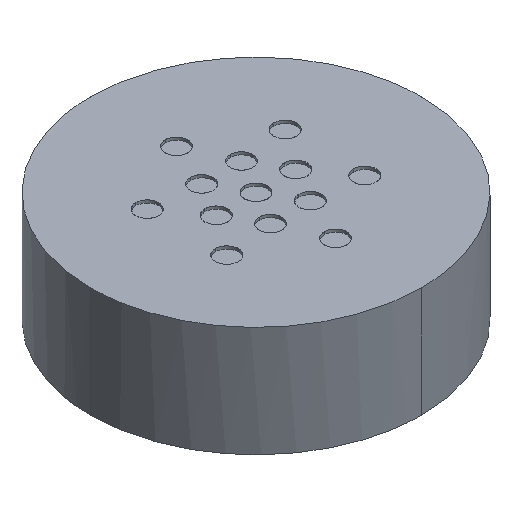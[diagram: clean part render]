
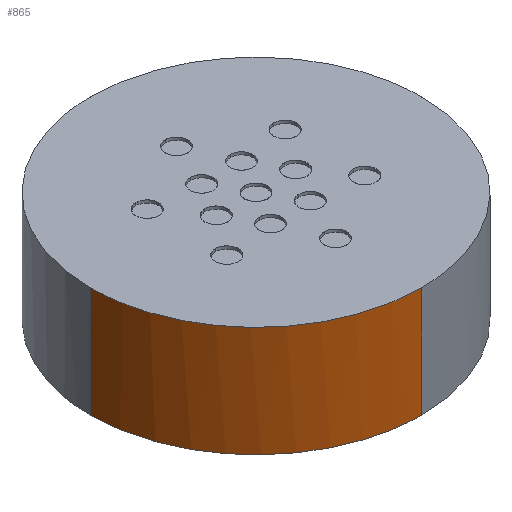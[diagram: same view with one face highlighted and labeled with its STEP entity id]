
A CAD part, isometric view. The second image highlights one B-rep face of the part: STEP entity #865.
In plain terms, the highlighted free-form (B-spline) face has degree [2, 1] with [3, 2] control points.
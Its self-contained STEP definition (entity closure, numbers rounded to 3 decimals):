
#210=CARTESIAN_POINT('',(0.,-3.,2.));
#212=VERTEX_POINT('',#210);
#217=CARTESIAN_POINT('',(-3.,-3.,2.));
#218=CARTESIAN_POINT('',(-3.,0.,2.));
#215=(
BOUNDED_CURVE()
B_SPLINE_CURVE(2,(#210,#217,#218),.UNSPECIFIED.,.F.,.F.)
B_SPLINE_CURVE_WITH_KNOTS((3,3),(0.000,1.000),.UNSPECIFIED.)
CURVE()
GEOMETRIC_REPRESENTATION_ITEM()
RATIONAL_B_SPLINE_CURVE((1.,0.707,1.))
REPRESENTATION_ITEM('')
);
#220=VERTEX_POINT('',#218);
#221=EDGE_CURVE('',#212,#220,#215,.T.);
#696=CARTESIAN_POINT('',(-3.,-3.,0.));
#710=CARTESIAN_POINT('',(-3.,0.,0.));
#712=VERTEX_POINT('',#710);
#718=CARTESIAN_POINT('',(0.,-3.,0.));
#715=(
BOUNDED_CURVE()
B_SPLINE_CURVE(2,(#710,#696,#718),.UNSPECIFIED.,.F.,.F.)
B_SPLINE_CURVE_WITH_KNOTS((3,3),(0.000,1.000),.UNSPECIFIED.)
CURVE()
GEOMETRIC_REPRESENTATION_ITEM()
RATIONAL_B_SPLINE_CURVE((1.,0.707,1.))
REPRESENTATION_ITEM('')
);
#720=VERTEX_POINT('',#718);
#721=EDGE_CURVE('',#712,#720,#715,.T.);
#800=(
BOUNDED_CURVE()
B_SPLINE_CURVE(1,(#718,#210),.UNSPECIFIED.,.F.,.F.)
B_SPLINE_CURVE_WITH_KNOTS((2,2),(0.000,1.000),.UNSPECIFIED.)
CURVE()
GEOMETRIC_REPRESENTATION_ITEM()
RATIONAL_B_SPLINE_CURVE((1.,1.))
REPRESENTATION_ITEM('')
);
#805=EDGE_CURVE('',#720,#212,#800,.T.);
#826=(
BOUNDED_SURFACE()
B_SPLINE_SURFACE(2,1,((#210,#718),(#217,#696),(#218,#710)),.UNSPECIFIED.,.F.,.F.,.F.)
B_SPLINE_SURFACE_WITH_KNOTS((3,3),(2,2),(0.000,1.000),(0.000,1.000),.UNSPECIFIED.)
GEOMETRIC_REPRESENTATION_ITEM()
RATIONAL_B_SPLINE_SURFACE(((1.,1.),(0.707,0.707),(1.,1.)))
REPRESENTATION_ITEM('')
SURFACE()
);
#841=ORIENTED_EDGE('',*,*,#805,.F.);
#849=ORIENTED_EDGE('',*,*,#721,.F.);
#850=(
BOUNDED_CURVE()
B_SPLINE_CURVE(1,(#710,#218),.UNSPECIFIED.,.F.,.F.)
B_SPLINE_CURVE_WITH_KNOTS((2,2),(0.000,1.000),.UNSPECIFIED.)
CURVE()
GEOMETRIC_REPRESENTATION_ITEM()
RATIONAL_B_SPLINE_CURVE((1.,1.))
REPRESENTATION_ITEM('')
);
#855=EDGE_CURVE('',#712,#220,#850,.T.);
#856=ORIENTED_EDGE('',*,*,#855,.T.);
#862=ORIENTED_EDGE('',*,*,#221,.F.);
#863=EDGE_LOOP('',(#841,#849,#856,#862));
#864=FACE_OUTER_BOUND('',#863,.T.);
#865=ADVANCED_FACE('',(#864),#826,.T.);
